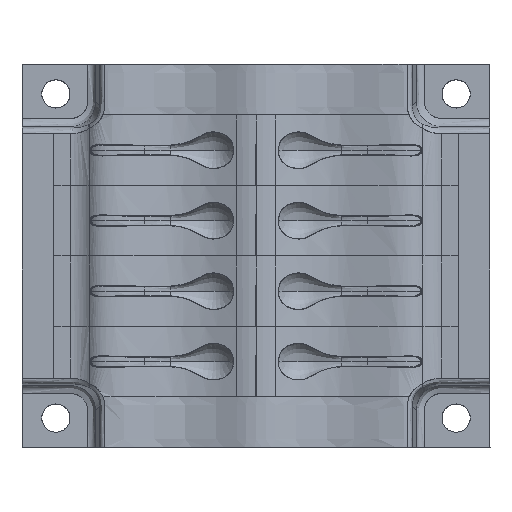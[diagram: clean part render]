
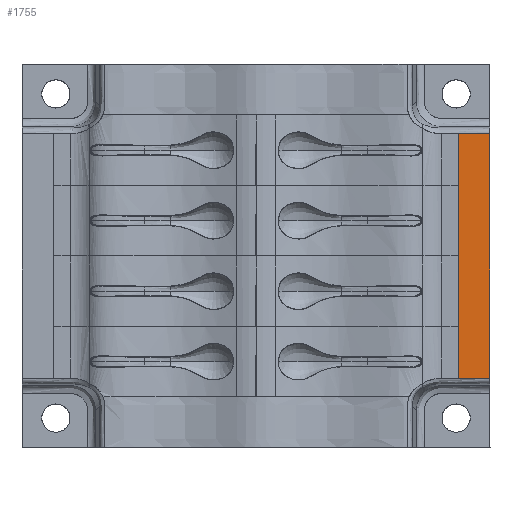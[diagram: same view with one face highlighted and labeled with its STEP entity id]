
A CAD part, top view. The second image highlights one B-rep face of the part: STEP entity #1755.
In plain terms, the highlighted planar face has unit normal (0, 0, 1).
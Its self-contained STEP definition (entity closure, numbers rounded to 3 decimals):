
#831=PLANE('',#20439);
#1755=ADVANCED_FACE('',(#2132),#831,.T.);
#2132=FACE_OUTER_BOUND('',#2521,.T.);
#2521=EDGE_LOOP('',(#6764,#6765,#6766,#6767,#6768,#6769));
#6764=ORIENTED_EDGE('',*,*,#11340,.T.);
#6765=ORIENTED_EDGE('',*,*,#11341,.T.);
#6766=ORIENTED_EDGE('',*,*,#11342,.T.);
#6767=ORIENTED_EDGE('',*,*,#11343,.T.);
#6768=ORIENTED_EDGE('',*,*,#11344,.T.);
#6769=ORIENTED_EDGE('',*,*,#11345,.T.);
#11340=EDGE_CURVE('',#20197,#20192,#15766,.T.);
#11341=EDGE_CURVE('',#20192,#20193,#15767,.T.);
#11342=EDGE_CURVE('',#20193,#20194,#15768,.T.);
#11343=EDGE_CURVE('',#20194,#20195,#15769,.T.);
#11344=EDGE_CURVE('',#20195,#20196,#15770,.T.);
#11345=EDGE_CURVE('',#20196,#20197,#15771,.T.);
#15766=B_SPLINE_CURVE_WITH_KNOTS('',1,(#119040,#119041),.UNSPECIFIED.,.F.,.F.,
(2,2),(0.,1.),.UNSPECIFIED.);
#15767=B_SPLINE_CURVE_WITH_KNOTS('',1,(#119042,#119043,#119044,#119045),
.UNSPECIFIED.,.F.,.F.,(2,1,1,2),(0.,1.,2.,3.),.UNSPECIFIED.);
#15768=B_SPLINE_CURVE_WITH_KNOTS('',1,(#119046,#119047,#119048,#119049,#119050
,#119051,#119052,#119053,#119054,#119055,#119056,#119057,#119058,#119059,
#119060,#119061,#119062,#119063,#119064),.UNSPECIFIED.,.F.,.F.,(2,1,1,1,1,1,1,
1,1,1,1,1,1,1,1,1,1,1,2),(0.,1.,2.,3.,4.,5.,6.,7.,8.,9.,10.,11.,12.,13.,14.,
15.,16.,17.,18.),.UNSPECIFIED.);
#15769=B_SPLINE_CURVE_WITH_KNOTS('',1,(#119065,#119066,#119067,#119068),
.UNSPECIFIED.,.F.,.F.,(2,1,1,2),(0.,1.,2.,3.),.UNSPECIFIED.);
#15770=B_SPLINE_CURVE_WITH_KNOTS('',1,(#119069,#119070),.UNSPECIFIED.,.F.,.F.,
(2,2),(0.,1.),.UNSPECIFIED.);
#15771=B_SPLINE_CURVE_WITH_KNOTS('',1,(#119071,#119072),.UNSPECIFIED.,.F.,.F.,
(2,2),(0.,1.),.UNSPECIFIED.);
#20192=VERTEX_POINT('',#119034);
#20193=VERTEX_POINT('',#119035);
#20194=VERTEX_POINT('',#119036);
#20195=VERTEX_POINT('',#119037);
#20196=VERTEX_POINT('',#119038);
#20197=VERTEX_POINT('',#119039);
#20439=AXIS2_PLACEMENT_3D('',#119073,#20495,#20494);
#20494=DIRECTION('',(0.,1.,
0.));
#20495=DIRECTION('',(0.,0.,
1.));
#119034=CARTESIAN_POINT('',(382.532,-217.129,
45.07));
#119035=CARTESIAN_POINT('',(415.099,-217.129,
45.07));
#119036=CARTESIAN_POINT('',(415.099,217.129,45.07
));
#119037=CARTESIAN_POINT('',(382.532,217.129,45.07)
);
#119038=CARTESIAN_POINT('',(358.471,217.129,45.07
));
#119039=CARTESIAN_POINT('',(358.471,-217.129,
45.07));
#119040=CARTESIAN_POINT('',(358.471,-217.129,
45.07));
#119041=CARTESIAN_POINT('',(382.532,-217.129,
45.07));
#119042=CARTESIAN_POINT('',(382.532,-217.129,
45.07));
#119043=CARTESIAN_POINT('',(406.594,-217.129,
45.07));
#119044=CARTESIAN_POINT('',(410.845,-217.129,
45.07));
#119045=CARTESIAN_POINT('',(415.099,-217.129,
45.07));
#119046=CARTESIAN_POINT('',(415.099,-217.129,
45.07));
#119047=CARTESIAN_POINT('',(415.099,-200.04,
45.07));
#119048=CARTESIAN_POINT('',(415.099,-175.035,
45.07));
#119049=CARTESIAN_POINT('',(415.099,-150.03,45.07
));
#119050=CARTESIAN_POINT('',(415.099,-125.025,
45.07));
#119051=CARTESIAN_POINT('',(415.099,-100.02,
45.07));
#119052=CARTESIAN_POINT('',(415.099,-75.015,45.07)
);
#119053=CARTESIAN_POINT('',(415.099,-50.01,
45.07));
#119054=CARTESIAN_POINT('',(415.099,-25.005,
45.07));
#119055=CARTESIAN_POINT('',(415.099,0.,
45.07));
#119056=CARTESIAN_POINT('',(415.099,25.005,45.07
));
#119057=CARTESIAN_POINT('',(415.099,50.01,45.07
));
#119058=CARTESIAN_POINT('',(415.099,75.015,45.07
));
#119059=CARTESIAN_POINT('',(415.099,100.02,45.07
));
#119060=CARTESIAN_POINT('',(415.099,125.025,45.07
));
#119061=CARTESIAN_POINT('',(415.099,150.03,45.07
));
#119062=CARTESIAN_POINT('',(415.099,175.035,45.07
));
#119063=CARTESIAN_POINT('',(415.099,200.04,45.07
));
#119064=CARTESIAN_POINT('',(415.099,217.129,45.07
));
#119065=CARTESIAN_POINT('',(415.099,217.129,45.07
));
#119066=CARTESIAN_POINT('',(410.845,217.129,45.07
));
#119067=CARTESIAN_POINT('',(406.594,217.129,45.07)
);
#119068=CARTESIAN_POINT('',(382.532,217.129,45.07)
);
#119069=CARTESIAN_POINT('',(382.532,217.129,45.07)
);
#119070=CARTESIAN_POINT('',(358.471,217.129,45.07
));
#119071=CARTESIAN_POINT('',(358.471,217.129,45.07
));
#119072=CARTESIAN_POINT('',(358.471,-217.129,
45.07));
#119073=CARTESIAN_POINT('',(443.471,0.,
45.07));
